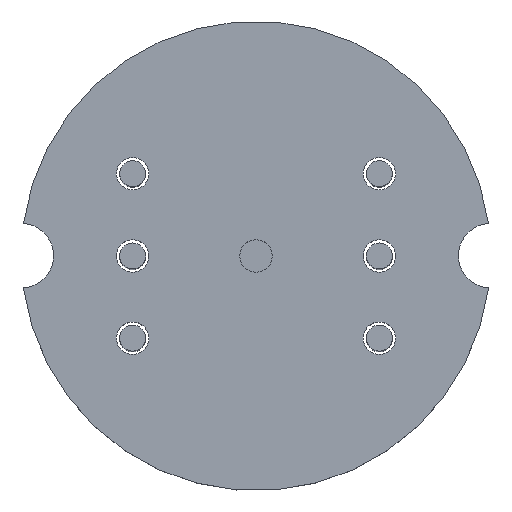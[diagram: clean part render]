
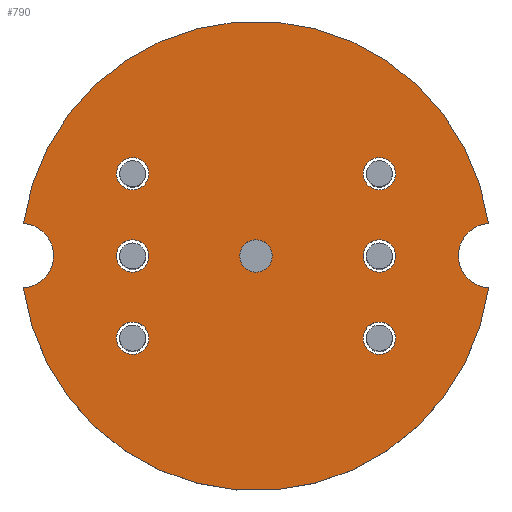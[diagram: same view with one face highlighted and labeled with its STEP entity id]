
A CAD part, top view. The second image highlights one B-rep face of the part: STEP entity #790.
In plain terms, the highlighted planar face has unit normal (0, 0, 1).
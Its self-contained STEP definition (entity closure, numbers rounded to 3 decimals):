
#11=FACE_BOUND('',#299,.T.);
#12=FACE_BOUND('',#300,.T.);
#13=FACE_BOUND('',#301,.T.);
#14=FACE_BOUND('',#302,.T.);
#15=FACE_BOUND('',#303,.T.);
#16=FACE_BOUND('',#304,.T.);
#17=FACE_BOUND('',#305,.T.);
#71=PLANE('',#922);
#243=FACE_OUTER_BOUND('',#298,.T.);
#298=EDGE_LOOP('',(#693,#694,#695,#696));
#299=EDGE_LOOP('',(#697));
#300=EDGE_LOOP('',(#698));
#301=EDGE_LOOP('',(#699));
#302=EDGE_LOOP('',(#700));
#303=EDGE_LOOP('',(#701));
#304=EDGE_LOOP('',(#702));
#305=EDGE_LOOP('',(#703));
#350=CIRCLE('',#890,0.5);
#352=CIRCLE('',#893,0.5);
#354=CIRCLE('',#896,0.5);
#356=CIRCLE('',#899,0.5);
#358=CIRCLE('',#902,0.5);
#360=CIRCLE('',#905,0.5);
#362=CIRCLE('',#908,0.5);
#365=CIRCLE('',#912,1.);
#367=CIRCLE('',#915,7.25);
#369=CIRCLE('',#918,1.);
#371=CIRCLE('',#921,7.25);
#414=VERTEX_POINT('',#1343);
#416=VERTEX_POINT('',#1349);
#418=VERTEX_POINT('',#1355);
#420=VERTEX_POINT('',#1361);
#422=VERTEX_POINT('',#1367);
#424=VERTEX_POINT('',#1373);
#426=VERTEX_POINT('',#1379);
#430=VERTEX_POINT('',#1388);
#431=VERTEX_POINT('',#1390);
#433=VERTEX_POINT('',#1396);
#435=VERTEX_POINT('',#1402);
#498=EDGE_CURVE('',#414,#414,#350,.T.);
#501=EDGE_CURVE('',#416,#416,#352,.T.);
#504=EDGE_CURVE('',#418,#418,#354,.T.);
#507=EDGE_CURVE('',#420,#420,#356,.T.);
#510=EDGE_CURVE('',#422,#422,#358,.T.);
#513=EDGE_CURVE('',#424,#424,#360,.T.);
#516=EDGE_CURVE('',#426,#426,#362,.T.);
#521=EDGE_CURVE('',#431,#430,#365,.T.);
#524=EDGE_CURVE('',#433,#431,#367,.T.);
#527=EDGE_CURVE('',#435,#433,#369,.T.);
#530=EDGE_CURVE('',#430,#435,#371,.T.);
#693=ORIENTED_EDGE('',*,*,#530,.T.);
#694=ORIENTED_EDGE('',*,*,#527,.T.);
#695=ORIENTED_EDGE('',*,*,#524,.T.);
#696=ORIENTED_EDGE('',*,*,#521,.T.);
#697=ORIENTED_EDGE('',*,*,#516,.T.);
#698=ORIENTED_EDGE('',*,*,#513,.T.);
#699=ORIENTED_EDGE('',*,*,#510,.T.);
#700=ORIENTED_EDGE('',*,*,#507,.T.);
#701=ORIENTED_EDGE('',*,*,#504,.T.);
#702=ORIENTED_EDGE('',*,*,#501,.T.);
#703=ORIENTED_EDGE('',*,*,#498,.T.);
#790=ADVANCED_FACE('',(#243,#11,#12,#13,#14,#15,#16,#17),#71,.T.);
#890=AXIS2_PLACEMENT_3D('',#1344,#1084,#1085);
#893=AXIS2_PLACEMENT_3D('',#1350,#1091,#1092);
#896=AXIS2_PLACEMENT_3D('',#1356,#1098,#1099);
#899=AXIS2_PLACEMENT_3D('',#1362,#1105,#1106);
#902=AXIS2_PLACEMENT_3D('',#1368,#1112,#1113);
#905=AXIS2_PLACEMENT_3D('',#1374,#1119,#1120);
#908=AXIS2_PLACEMENT_3D('',#1380,#1126,#1127);
#912=AXIS2_PLACEMENT_3D('',#1391,#1136,#1137);
#915=AXIS2_PLACEMENT_3D('',#1397,#1143,#1144);
#918=AXIS2_PLACEMENT_3D('',#1403,#1150,#1151);
#921=AXIS2_PLACEMENT_3D('',#1407,#1157,#1158);
#922=AXIS2_PLACEMENT_3D('',#1408,#1159,#1160);
#1084=DIRECTION('center_axis',(0.,0.,-1.));
#1085=DIRECTION('ref_axis',(1.,0.,0.));
#1091=DIRECTION('center_axis',(0.,0.,-1.));
#1092=DIRECTION('ref_axis',(1.,0.,0.));
#1098=DIRECTION('center_axis',(0.,0.,-1.));
#1099=DIRECTION('ref_axis',(1.,0.,0.));
#1105=DIRECTION('center_axis',(0.,0.,-1.));
#1106=DIRECTION('ref_axis',(1.,0.,0.));
#1112=DIRECTION('center_axis',(0.,0.,-1.));
#1113=DIRECTION('ref_axis',(1.,0.,0.));
#1119=DIRECTION('center_axis',(0.,0.,-1.));
#1120=DIRECTION('ref_axis',(1.,0.,0.));
#1126=DIRECTION('center_axis',(0.,0.,-1.));
#1127=DIRECTION('ref_axis',(1.,0.,0.));
#1136=DIRECTION('center_axis',(0.,0.,-1.));
#1137=DIRECTION('ref_axis',(1.,0.,0.));
#1143=DIRECTION('center_axis',(0.,0.,1.));
#1144=DIRECTION('ref_axis',(1.,0.,0.));
#1150=DIRECTION('center_axis',(0.,0.,-1.));
#1151=DIRECTION('ref_axis',(1.,0.,0.));
#1157=DIRECTION('center_axis',(0.,0.,1.));
#1158=DIRECTION('ref_axis',(1.,0.,0.));
#1159=DIRECTION('center_axis',(0.,0.,1.));
#1160=DIRECTION('ref_axis',(1.,0.,0.));
#1343=CARTESIAN_POINT('',(3.31,-2.54,1.6));
#1344=CARTESIAN_POINT('Origin',(3.81,-2.54,1.6));
#1349=CARTESIAN_POINT('',(3.31,2.54,1.6));
#1350=CARTESIAN_POINT('Origin',(3.81,2.54,1.6));
#1355=CARTESIAN_POINT('',(-4.31,-2.54,1.6));
#1356=CARTESIAN_POINT('Origin',(-3.81,-2.54,1.6));
#1361=CARTESIAN_POINT('',(-4.31,0.,1.6));
#1362=CARTESIAN_POINT('Origin',(-3.81,0.,1.6));
#1367=CARTESIAN_POINT('',(-4.31,2.54,1.6));
#1368=CARTESIAN_POINT('Origin',(-3.81,2.54,1.6));
#1373=CARTESIAN_POINT('',(-0.5,0.,1.6));
#1374=CARTESIAN_POINT('Origin',(0.,0.,1.6));
#1379=CARTESIAN_POINT('',(3.31,0.,1.6));
#1380=CARTESIAN_POINT('Origin',(3.81,0.,1.6));
#1388=CARTESIAN_POINT('',(7.18,1.006,1.6));
#1390=CARTESIAN_POINT('',(7.182,-0.989,1.6));
#1391=CARTESIAN_POINT('Origin',(7.25,0.009,1.6));
#1396=CARTESIAN_POINT('',(-7.182,-0.989,1.6));
#1397=CARTESIAN_POINT('Origin',(0.,0.,1.6));
#1402=CARTESIAN_POINT('',(-7.18,1.006,1.6));
#1403=CARTESIAN_POINT('Origin',(-7.25,0.009,1.6));
#1407=CARTESIAN_POINT('Origin',(0.,0.,1.6));
#1408=CARTESIAN_POINT('Origin',(0.,0.,1.6));
